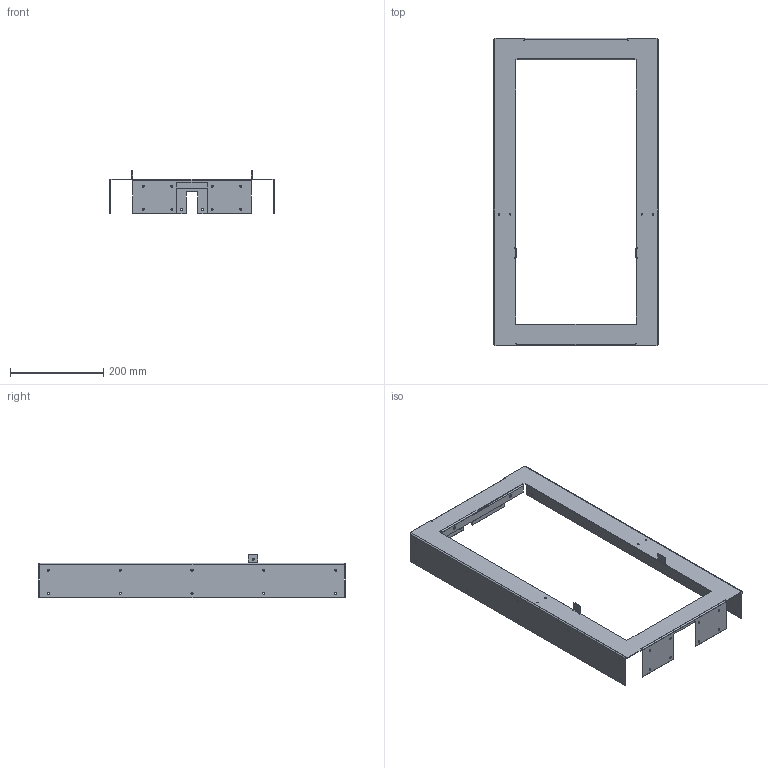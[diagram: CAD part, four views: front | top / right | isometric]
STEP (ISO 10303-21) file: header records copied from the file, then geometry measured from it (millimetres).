
FILE_DESCRIPTION(/* description */ (''),/* implementation_level */ '2;1');
FILE_NAME(/* name */ 'frame_back.stp',/* time_stamp */ '2016-06-29T22:13:12-07:00',/* author */ ('cruiser'),/* organization */ (''),/* preprocessor_version */ 'ST-DEVELOPER v15.2',/* originating_system */ 'Autodesk Inventor 2014',/* authorisation */ '');
FILE_SCHEMA (('AUTOMOTIVE_DESIGN { 1 0 10303 214 3 1 1 }'));
Length unit declared in the file: millimetre
Products named in the file (1): frame_back
Bounding box: 353.18 x 658.21 x 92.06 mm (x, y, z)
Volume: 336736.8 mm3; surface area: 432575.3 mm2
Topology: 1 solids, 1 shells, 162 faces, 424 edges, 264 vertices
Faces by surface type: plane 104, cylinder 58
Full cylindrical faces by diameter (mm): 3 x4, 4.5 x38, 6.5 x2
Entity records: 4900 total; most frequent: DIRECTION 822, CARTESIAN_POINT 807, ORIENTED_EDGE 760, EDGE_CURVE 380, EDGE_LOOP 296, AXIS2_PLACEMENT_3D 279, LINE 264, VECTOR 264
